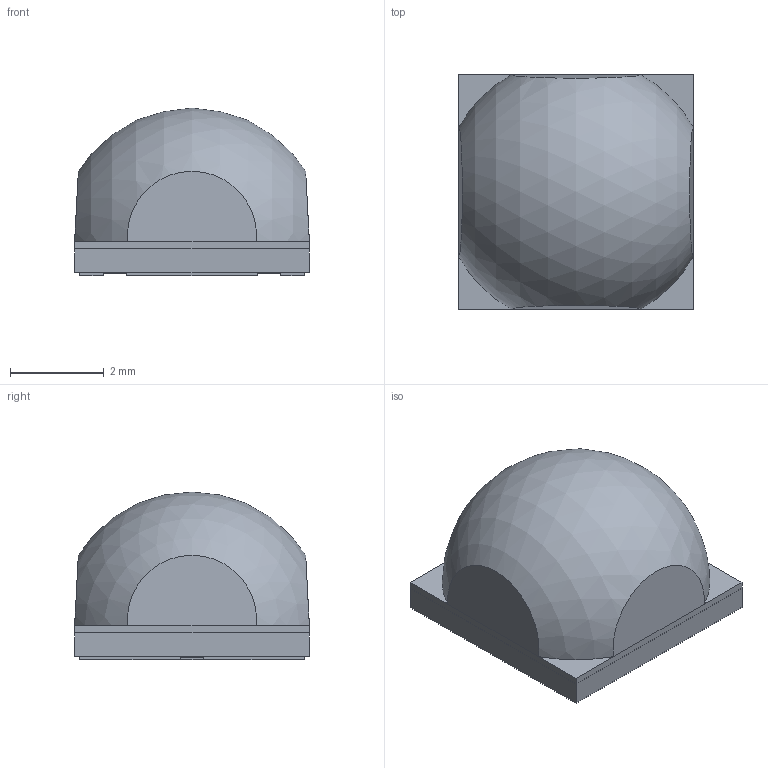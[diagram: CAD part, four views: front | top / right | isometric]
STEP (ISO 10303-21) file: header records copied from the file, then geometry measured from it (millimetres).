
FILE_DESCRIPTION(('FreeCAD Model'),'2;1');
FILE_NAME('XHP50.stp','2016-06-08T23:56:22',( 'Author'),(''),'Open CASCADE STEP processor 6.8','FreeCAD','Unknown' );
FILE_SCHEMA(('AUTOMOTIVE_DESIGN_CC2 { 1 2 10303 214 -1 1 5 4 }'));
Length unit declared in the file: millimetre
Products named in the file (1): XHP
Bounding box: 5 x 5 x 3.58 mm (x, y, z)
Volume: 63.6 mm3; surface area: 92.8 mm2
Topology: 1 solids, 1 shells, 63 faces, 153 edges, 94 vertices
Faces by surface type: plane 62, sphere 1
Entity records: 3971 total; most frequent: CARTESIAN_POINT 825, DIRECTION 581, LINE 431, VECTOR 431, ORIENTED_EDGE 306, PCURVE 306, DEFINITIONAL_REPRESENTATION 306, EDGE_CURVE 153
